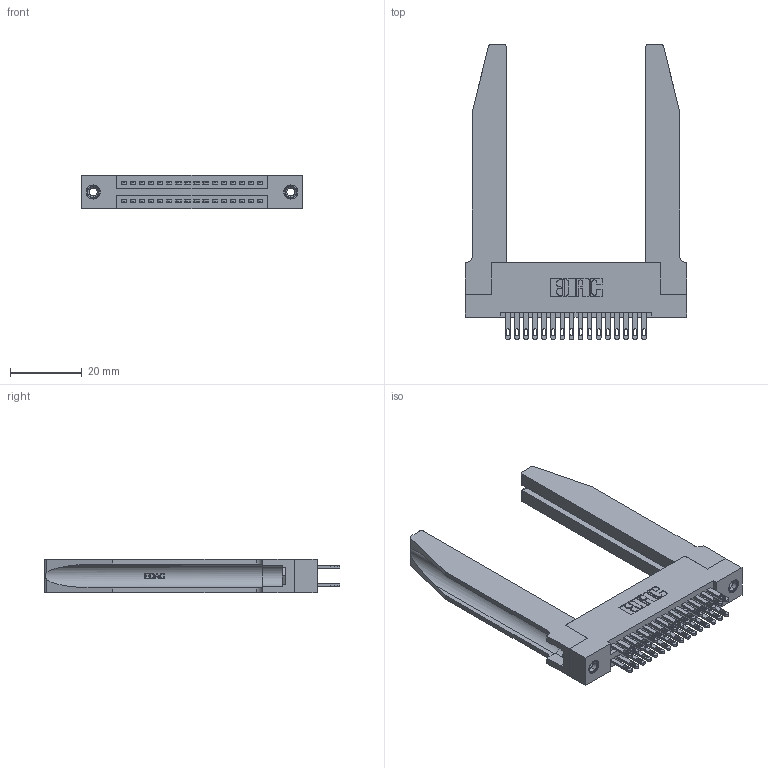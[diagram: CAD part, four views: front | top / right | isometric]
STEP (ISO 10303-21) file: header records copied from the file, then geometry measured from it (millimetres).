
FILE_DESCRIPTION (( 'STEP AP203' ), '1' );
FILE_NAME ('345-032-500-278.STEP', '2019-10-28T03:12:59', ( '' ), ( '' ), 'SwSTEP 2.0', 'SolidWorks 2016', '' );
FILE_SCHEMA (( 'CONFIG_CONTROL_DESIGN' ));
Length unit declared in the file: inch
Products named in the file (5): 345 Part_Flush Mounting Lugs - 0.156 Dia-TH; 345-032-500-278; 345-292-001_345-293-100; 345-250-001_345-250-001-102; 345-220-078_345-220-078
Assembly tree (37 placements, depth 2):
  345-032-500-278
    345 Part_Flush Mounting Lugs - 0.156 Dia-TH
    345-292-001_345-293-100  x32
    345-250-001_345-250-001-102  x2
    345-220-078_345-220-078  x2
Bounding box: 61.87 x 82.47 x 9.4 mm (x, y, z)
Volume: 13637.4 mm3; surface area: 15333.7 mm2
Topology: 37 solids, 37 shells, 1832 faces, 5461 edges, 3630 vertices
Faces by surface type: plane 1086, cylinder 694, bspline 36, cone 12, torus 4
Entity records: 20724 total; most frequent: CARTESIAN_POINT 4415, ORIENTED_EDGE 3246, DIRECTION 2921, EDGE_CURVE 1623, VECTOR 1329, LINE 1329, VERTEX_POINT 1076, AXIS2_PLACEMENT_3D 796
